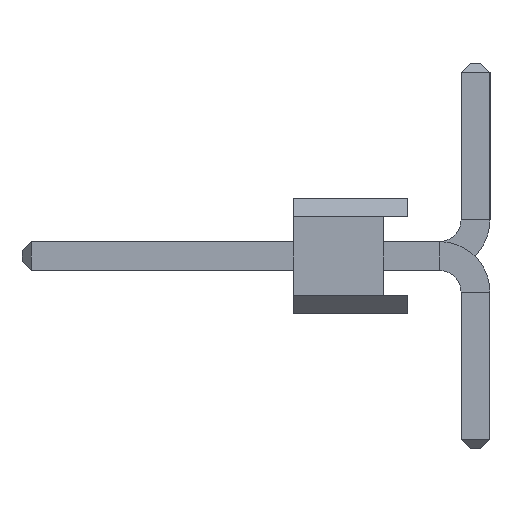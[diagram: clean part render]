
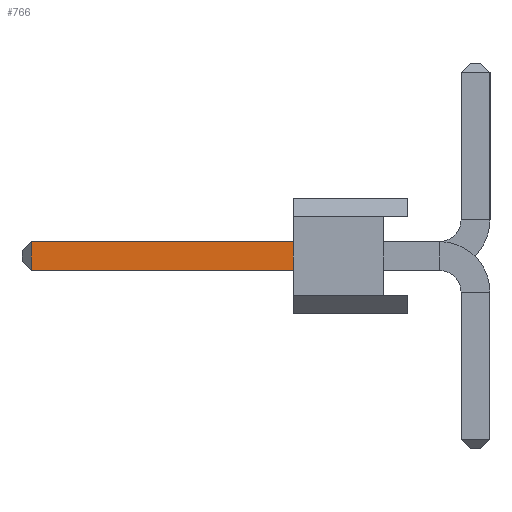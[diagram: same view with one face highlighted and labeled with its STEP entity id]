
A CAD part, left-side view. The second image highlights one B-rep face of the part: STEP entity #766.
In plain terms, the highlighted planar face has unit normal (-1, 0, 0).
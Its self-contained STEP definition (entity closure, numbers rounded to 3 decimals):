
#9 = DIRECTION ( 'NONE',  ( 0., 0., -1. ) ) ;
#15 = CARTESIAN_POINT ( 'NONE',  ( -0.32, -0.7, 0.32 ) ) ;
#18 = CARTESIAN_POINT ( 'NONE',  ( -0.32, 8.34, -0.32 ) ) ;
#186 = DIRECTION ( 'NONE',  ( -1., 0., 0. ) ) ;
#232 = EDGE_CURVE ( 'NONE', #1079, #916, #1894, .T. ) ;
#257 = LINE ( 'NONE', #649, #1102 ) ;
#280 = EDGE_CURVE ( 'NONE', #715, #916, #660, .T. ) ;
#360 = CARTESIAN_POINT ( 'NONE',  ( -0.32, 8.34, 0.32 ) ) ;
#427 = AXIS2_PLACEMENT_3D ( 'NONE', #1076, #186, #938 ) ;
#504 = ORIENTED_EDGE ( 'NONE', *, *, #785, .T. ) ;
#621 = DIRECTION ( 'NONE',  ( 0., 1., 0. ) ) ;
#649 = CARTESIAN_POINT ( 'NONE',  ( -0.32, 2.54, 0. ) ) ;
#660 = LINE ( 'NONE', #1235, #1382 ) ;
#695 = FACE_OUTER_BOUND ( 'NONE', #1609, .T. ) ;
#715 = VERTEX_POINT ( 'NONE', #926 ) ;
#766 = ADVANCED_FACE ( 'NONE', ( #695 ), #1237, .T. ) ;
#785 = EDGE_CURVE ( 'NONE', #963, #1079, #1109, .T. ) ;
#831 = CARTESIAN_POINT ( 'NONE',  ( -0.32, 2.54, 0.32 ) ) ;
#871 = ORIENTED_EDGE ( 'NONE', *, *, #280, .F. ) ;
#916 = VERTEX_POINT ( 'NONE', #18 ) ;
#926 = CARTESIAN_POINT ( 'NONE',  ( -0.32, 2.54, -0.32 ) ) ;
#938 = DIRECTION ( 'NONE',  ( 0., 0., 1. ) ) ;
#963 = VERTEX_POINT ( 'NONE', #831 ) ;
#1076 = CARTESIAN_POINT ( 'NONE',  ( -0.32, -0.7, -0.32 ) ) ;
#1079 = VERTEX_POINT ( 'NONE', #360 ) ;
#1090 = DIRECTION ( 'NONE',  ( 0., 0., -1. ) ) ;
#1102 = VECTOR ( 'NONE', #1090, 1000. ) ;
#1109 = LINE ( 'NONE', #15, #1901 ) ;
#1235 = CARTESIAN_POINT ( 'NONE',  ( -0.32, -0.7, -0.32 ) ) ;
#1237 = PLANE ( 'NONE',  #427 ) ;
#1253 = ORIENTED_EDGE ( 'NONE', *, *, #232, .T. ) ;
#1382 = VECTOR ( 'NONE', #621, 1000. ) ;
#1390 = ORIENTED_EDGE ( 'NONE', *, *, #1813, .F. ) ;
#1573 = VECTOR ( 'NONE', #9, 1000. ) ;
#1609 = EDGE_LOOP ( 'NONE', ( #504, #1253, #871, #1390 ) ) ;
#1654 = CARTESIAN_POINT ( 'NONE',  ( -0.32, 8.34, -0.32 ) ) ;
#1695 = DIRECTION ( 'NONE',  ( 0., 1., 0. ) ) ;
#1813 = EDGE_CURVE ( 'NONE', #963, #715, #257, .T. ) ;
#1894 = LINE ( 'NONE', #1654, #1573 ) ;
#1901 = VECTOR ( 'NONE', #1695, 1000. ) ;
